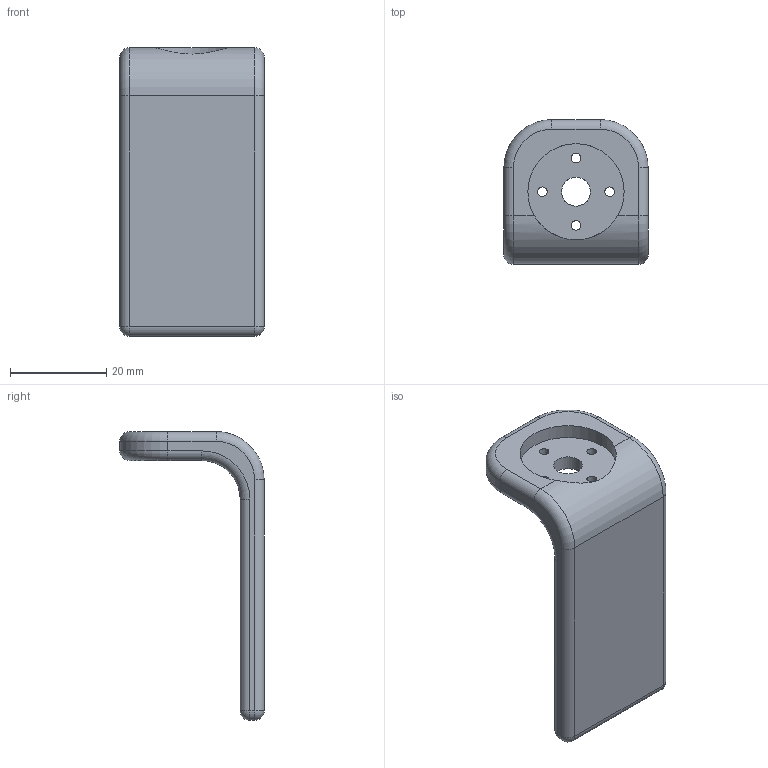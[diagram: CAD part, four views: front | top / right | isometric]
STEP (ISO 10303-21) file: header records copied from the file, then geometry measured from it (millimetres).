
FILE_DESCRIPTION (( 'STEP AP214' ), '1' );
FILE_NAME ('base_webcam.STEP', '2021-01-31T01:34:01', ( '' ), ( '' ), 'SwSTEP 2.0', 'SolidWorks 2020', '' );
FILE_SCHEMA (( 'AUTOMOTIVE_DESIGN' ));
Length unit declared in the file: millimetre
Products named in the file (1): base_webcam
Bounding box: 30 x 30 x 60 mm (x, y, z)
Volume: 11592.9 mm3; surface area: 5770.8 mm2
Topology: 1 solids, 1 shells, 51 faces, 126 edges, 72 vertices
Faces by surface type: cylinder 30, plane 9, torus 8, sphere 4
Entity records: 1608 total; most frequent: CARTESIAN_POINT 328, DIRECTION 290, ORIENTED_EDGE 244, EDGE_CURVE 122, AXIS2_PLACEMENT_3D 120, VERTEX_POINT 72, CIRCLE 68, EDGE_LOOP 60
